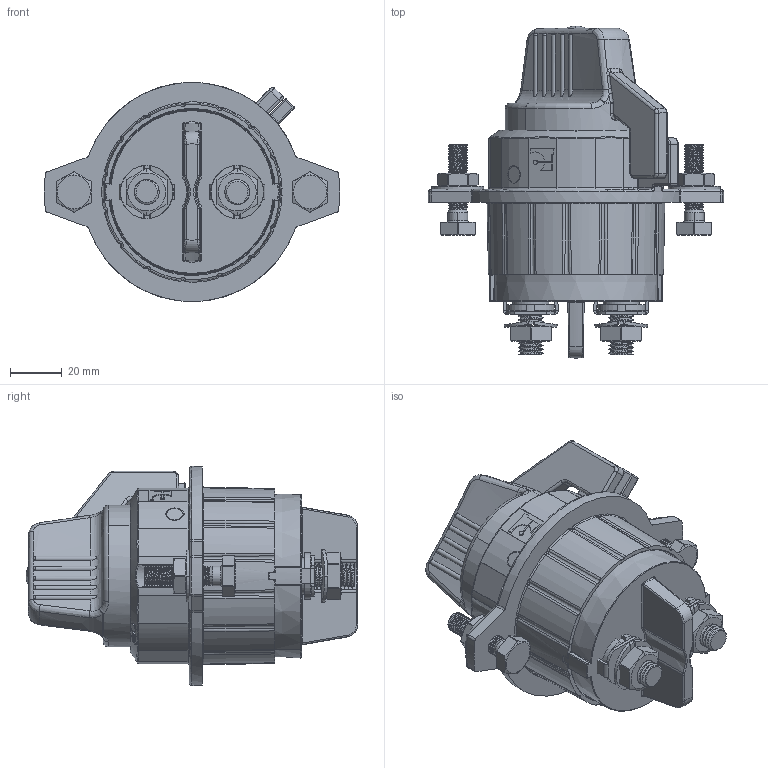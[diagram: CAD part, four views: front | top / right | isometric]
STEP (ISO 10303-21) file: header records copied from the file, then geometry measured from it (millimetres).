
FILE_DESCRIPTION((''),'2;1');
FILE_NAME('BD-SERIES-2_SW0002','2016-08-26T',('adamlydecker'),(''),'CREO PARAMETRIC BY PTC INC, 2015480','CREO PARAMETRIC BY PTC INC, 2015480','');
FILE_SCHEMA(('AUTOMOTIVE_DESIGN { 1 0 10303 214 1 1 1 1 }'));
Products named in the file (1): BD-SERIES-2_SW0002
Bounding box: 114.3 x 128.48 x 84.84 mm (x, y, z)
Surface area: 64980.3 mm2 (no closed solid volume)
Topology: 0 solids, 41 shells, 1099 faces, 3262 edges, 2096 vertices
Faces by surface type: cylinder 384, bspline 224, plane 220, torus 134, cone 91, sphere 30, extrusion 16
Entity records: 68537 total; most frequent: CARTESIAN_POINT 38603, ORIENTED_EDGE 5681, DIRECTION 4989, EDGE_CURVE 3235, VERTEX_POINT 2096, AXIS2_PLACEMENT_3D 2021, CIRCLE 1162, B_SPLINE_CURVE_WITH_KNOTS 1158
